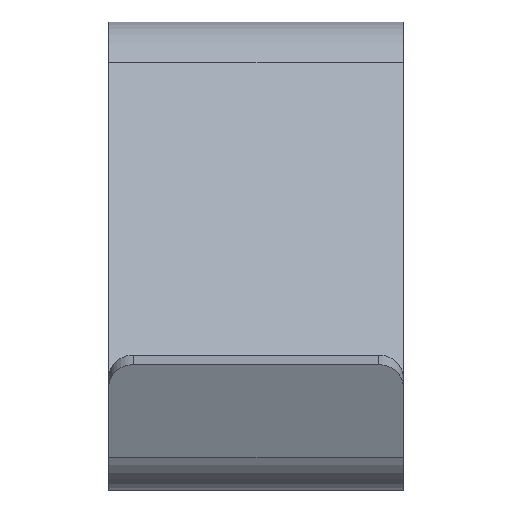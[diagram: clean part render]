
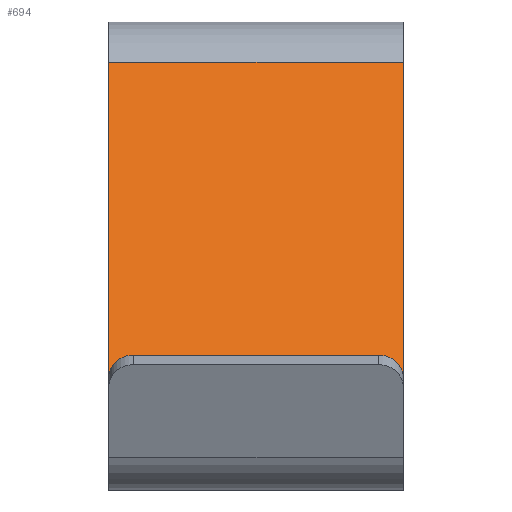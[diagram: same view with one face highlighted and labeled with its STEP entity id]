
A CAD part, left-side view. The second image highlights one B-rep face of the part: STEP entity #694.
In plain terms, the highlighted planar face has unit normal (-0.891, 0, 0.454).
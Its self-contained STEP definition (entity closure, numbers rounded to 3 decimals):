
#218=ORIENTED_EDGE('',*,*,#362,.F.);
#219=ORIENTED_EDGE('',*,*,#328,.T.);
#220=ORIENTED_EDGE('',*,*,#363,.T.);
#221=ORIENTED_EDGE('',*,*,#278,.T.);
#278=EDGE_CURVE('',#379,#378,#445,.T.);
#328=EDGE_CURVE('',#429,#428,#473,.T.);
#362=EDGE_CURVE('',#429,#378,#498,.T.);
#363=EDGE_CURVE('',#428,#379,#499,.T.);
#378=VERTEX_POINT('',#1013);
#379=VERTEX_POINT('',#1015);
#428=VERTEX_POINT('',#1114);
#429=VERTEX_POINT('',#1116);
#445=LINE('',#1014,#509);
#473=LINE('',#1115,#537);
#498=LINE('',#1179,#562);
#499=LINE('',#1180,#563);
#509=VECTOR('',#802,1000.);
#537=VECTOR('',#876,1000.);
#562=VECTOR('',#961,1000.);
#563=VECTOR('',#962,1000.);
#596=EDGE_LOOP('',(#218,#219,#220,#221));
#638=FACE_BOUND('',#596,.T.);
#668=PLANE('',#775);
#694=ADVANCED_FACE('',(#638),#668,.T.);
#775=AXIS2_PLACEMENT_3D('',#1178,#959,#960);
#802=DIRECTION('',(-0.454,0.,-0.891));
#876=DIRECTION('',(0.454,0.,0.891));
#959=DIRECTION('',(-0.891,0.,0.454));
#960=DIRECTION('',(0.454,0.,0.891));
#961=DIRECTION('',(0.,1.,0.));
#962=DIRECTION('',(0.,1.,0.));
#1013=CARTESIAN_POINT('',(-65.301,9.,-18.315));
#1014=CARTESIAN_POINT('',(-51.816,9.,8.151));
#1015=CARTESIAN_POINT('',(-53.242,9.,5.352));
#1114=CARTESIAN_POINT('',(-53.242,-9.,5.352));
#1115=CARTESIAN_POINT('',(-61.152,-9.,-10.172));
#1116=CARTESIAN_POINT('',(-65.301,-9.,-18.315));
#1178=CARTESIAN_POINT('',(-44.433,0.,22.64));
#1179=CARTESIAN_POINT('',(-65.301,-9.,-18.315));
#1180=CARTESIAN_POINT('',(-53.242,-9.,5.352));
